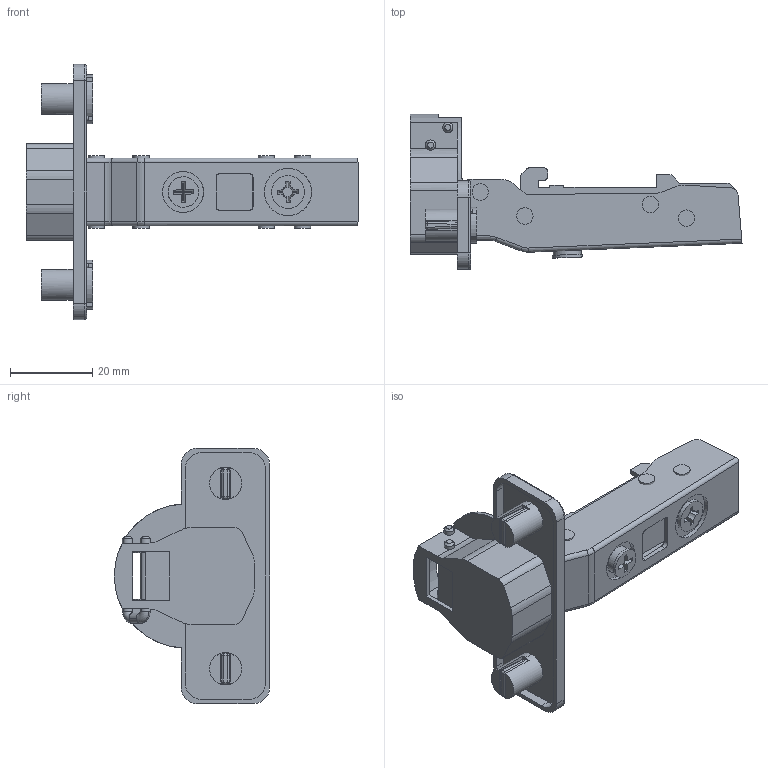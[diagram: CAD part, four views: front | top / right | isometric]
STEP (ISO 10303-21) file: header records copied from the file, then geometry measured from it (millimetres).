
FILE_DESCRIPTION (( 'STEP AP214' ), '1' );
FILE_NAME ('F000017-CLOSED_3D.step', '2022-06-06T12:49:25', ( '' ), ( '' ), 'SwSTEP 2.0', 'SolidWorks 2020', '' );
FILE_SCHEMA (( 'AUTOMOTIVE_DESIGN' ));
Length unit declared in the file: millimetre
Products named in the file (9): Serizovaci sroub; F000017-CLOSED_3D; Spoj raminka miska; Raminko nalozeny NC70; 鋀p; Excentr; Miska-hmoždinky; Vidlice; Jezdec
Assembly tree (12 placements, depth 2):
  F000017-CLOSED_3D
    Raminko nalozeny NC70
    Spoj raminka miska
    Miska-hmoždinky
    鋀p  x5
    Vidlice
    Jezdec
    Excentr
    Serizovaci sroub
Bounding box: 80.6 x 37.7 x 62 mm (x, y, z)
Volume: 11464.2 mm3; surface area: 20313.7 mm2
Topology: 12 solids, 12 shells, 557 faces, 1487 edges, 957 vertices
Faces by surface type: plane 267, cylinder 193, bspline 60, torus 14, cone 12, sphere 11
Entity records: 18219 total; most frequent: CARTESIAN_POINT 4442, ORIENTED_EDGE 2886, DIRECTION 2672, EDGE_CURVE 1443, VERTEX_POINT 933, AXIS2_PLACEMENT_3D 898, VECTOR 876, LINE 876
